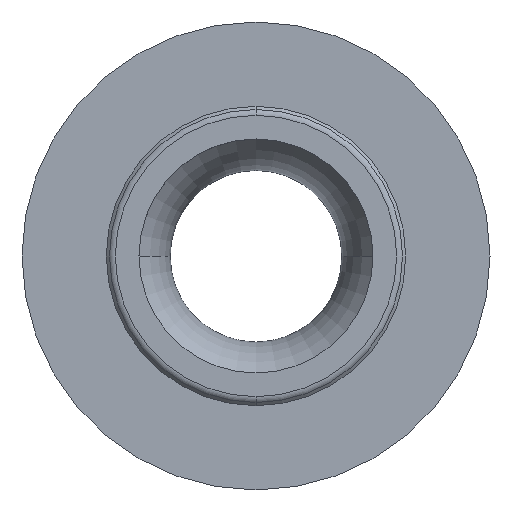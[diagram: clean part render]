
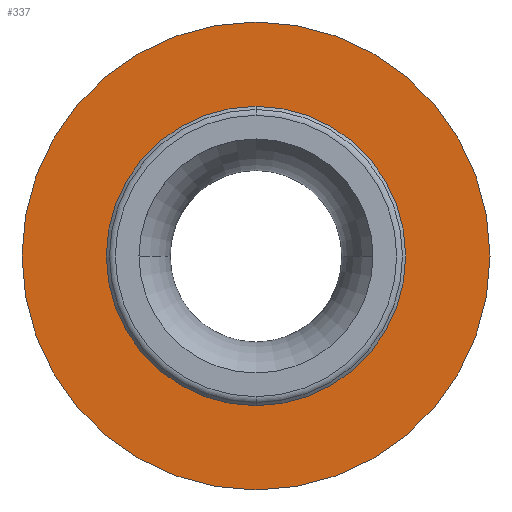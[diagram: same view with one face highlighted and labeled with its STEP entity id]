
A CAD part, top view. The second image highlights one B-rep face of the part: STEP entity #337.
In plain terms, the highlighted planar face has unit normal (0, 0, 1).
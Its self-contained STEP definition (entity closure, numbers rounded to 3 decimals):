
#59=CARTESIAN_POINT('',(0.,0.,0.));
#60=DIRECTION('',(0.,0.,-1.));
#61=DIRECTION('',(0.,1.,0.));
#62=AXIS2_PLACEMENT_3D('',#59,#60,#61);
#67=CARTESIAN_POINT('',(0.,0.,0.));
#68=DIRECTION('',(0.,0.,-1.));
#69=DIRECTION('',(0.,-1.,0.));
#70=AXIS2_PLACEMENT_3D('',#67,#68,#69);
#75=CARTESIAN_POINT('',(0.,0.,0.));
#76=DIRECTION('',(0.,0.,1.));
#77=DIRECTION('',(0.,1.,0.));
#78=AXIS2_PLACEMENT_3D('',#75,#76,#77);
#83=CARTESIAN_POINT('',(0.,0.,0.));
#84=DIRECTION('',(0.,0.,1.));
#85=DIRECTION('',(0.,-1.,0.));
#86=AXIS2_PLACEMENT_3D('',#83,#84,#85);
#256=CARTESIAN_POINT('',(0.,6.,0.));
#257=CARTESIAN_POINT('',(0.,-6.,0.));
#258=VERTEX_POINT('',#256);
#259=VERTEX_POINT('',#257);
#260=CARTESIAN_POINT('',(0.,3.837,0.));
#261=CARTESIAN_POINT('',(0.,-3.837,0.));
#262=VERTEX_POINT('',#260);
#263=VERTEX_POINT('',#261);
#321=CARTESIAN_POINT('',(0.,0.,0.));
#322=DIRECTION('',(0.,0.,1.));
#323=DIRECTION('',(0.,-1.,0.));
#324=AXIS2_PLACEMENT_3D('',#321,#322,#323);
#325=PLANE('',#324);
#326=ORIENTED_EDGE('',*,*,#311,.T.);
#328=ORIENTED_EDGE('',*,*,#327,.T.);
#329=EDGE_LOOP('',(#326,#328));
#330=FACE_OUTER_BOUND('',#329,.F.);
#332=ORIENTED_EDGE('',*,*,#331,.T.);
#334=ORIENTED_EDGE('',*,*,#333,.T.);
#335=EDGE_LOOP('',(#332,#334));
#336=FACE_BOUND('',#335,.F.);
#63=CIRCLE('',#62,6.);
#71=CIRCLE('',#70,6.);
#79=CIRCLE('',#78,3.837);
#87=CIRCLE('',#86,3.837);
#311=EDGE_CURVE('',#258,#259,#63,.T.);
#327=EDGE_CURVE('',#259,#258,#71,.T.);
#331=EDGE_CURVE('',#262,#263,#79,.T.);
#333=EDGE_CURVE('',#263,#262,#87,.T.);
#337=ADVANCED_FACE('',(#330,#336),#325,.T.);
